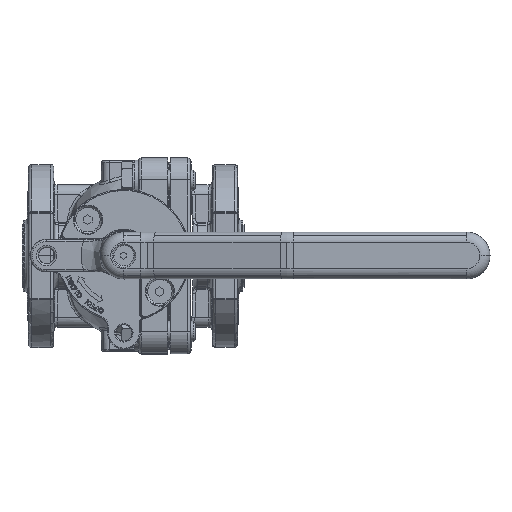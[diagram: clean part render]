
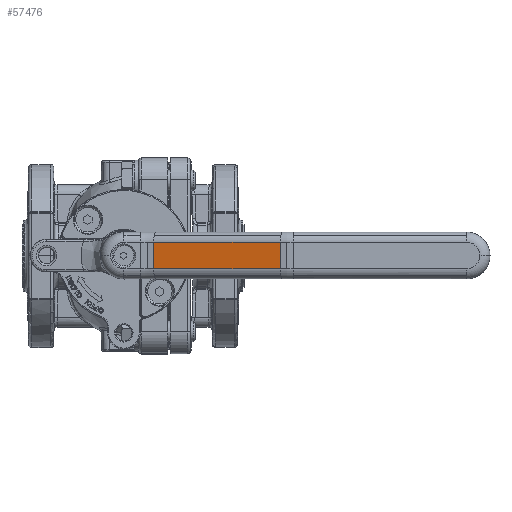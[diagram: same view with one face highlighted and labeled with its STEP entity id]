
A CAD part, top view. The second image highlights one B-rep face of the part: STEP entity #57476.
In plain terms, the highlighted planar face has unit normal (-0.214, 0, 0.977).
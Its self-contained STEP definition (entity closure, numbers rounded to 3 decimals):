
#56622=CARTESIAN_POINT('',(14.671,6.5,130.694));
#56623=VERTEX_POINT('',#56622);
#56676=CARTESIAN_POINT('',(76.829,6.5,144.306));
#56677=VERTEX_POINT('',#56676);
#56678=CARTESIAN_POINT('',(14.671,6.5,130.694));
#56679=DIRECTION('',(0.977,-0.,0.214));
#56680=VECTOR('',#56679,63.631);
#56681=LINE('',#56678,#56680);
#56682=EDGE_CURVE('',#56623,#56677,#56681,.T.);
#57338=CARTESIAN_POINT('',(76.829,-6.5,144.306));
#57339=VERTEX_POINT('',#57338);
#57392=CARTESIAN_POINT('',(14.671,-6.5,130.694));
#57393=VERTEX_POINT('',#57392);
#57394=CARTESIAN_POINT('',(76.829,-6.5,144.306));
#57395=DIRECTION('',(-0.977,0.,-0.214));
#57396=VECTOR('',#57395,63.631);
#57397=LINE('',#57394,#57396);
#57398=EDGE_CURVE('',#57339,#57393,#57397,.T.);
#57455=CARTESIAN_POINT('',(11.5,-0.,130.));
#57456=DIRECTION('',(0.214,-0.,-0.977));
#57457=DIRECTION('',(0.977,-0.,0.214));
#57458=AXIS2_PLACEMENT_3D('',#57455,#57456,#57457);
#57459=PLANE('',#57458);
#57460=ORIENTED_EDGE('',*,*,#56682,.F.);
#57461=CARTESIAN_POINT('',(14.671,-6.5,130.694));
#57462=DIRECTION('',(0.,1.,0.));
#57463=VECTOR('',#57462,13.);
#57464=LINE('',#57461,#57463);
#57465=EDGE_CURVE('',#57393,#56623,#57464,.T.);
#57466=ORIENTED_EDGE('',*,*,#57465,.F.);
#57467=ORIENTED_EDGE('',*,*,#57398,.F.);
#57468=CARTESIAN_POINT('',(76.829,6.5,144.306));
#57469=DIRECTION('',(-0.,-1.,-0.));
#57470=VECTOR('',#57469,13.);
#57471=LINE('',#57468,#57470);
#57472=EDGE_CURVE('',#56677,#57339,#57471,.T.);
#57473=ORIENTED_EDGE('',*,*,#57472,.F.);
#57474=EDGE_LOOP('',(#57460,#57466,#57467,#57473));
#57475=FACE_BOUND('',#57474,.T.);
#57476=ADVANCED_FACE('',(#57475),#57459,.F.);
